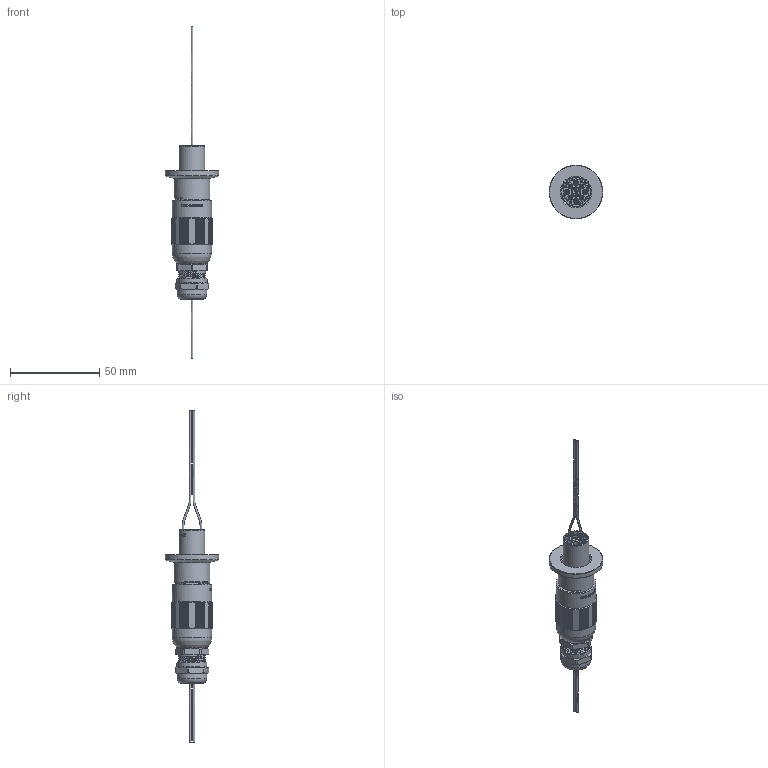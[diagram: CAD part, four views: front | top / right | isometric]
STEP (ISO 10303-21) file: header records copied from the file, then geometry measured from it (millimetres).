
FILE_DESCRIPTION (( 'STEP AP214' ), '1' );
FILE_NAME ('外发模型(带护线筒)-Z-S-KF16-0810-L70-L80.STEP', '2024-08-20T02:26:34', ( '' ), ( '' ), 'SwSTEP 2.0', 'SolidWorks 2020', '' );
FILE_SCHEMA (( 'AUTOMOTIVE_DESIGN' ));
Length unit declared in the file: millimetre
Products named in the file (19): 誘盄芠俋褲-CPC-M20D08; M3-16-4 - 坋趼芛; 渲染-电线胶皮-0.3-0810; 俋楷耀倰-Z-XF-8P10-TE-AIR-PPS; XF-8P10-TE-AIR-PPS; 渲染模型-Z-TE-170362-0810; 俋楷耀倰-Z-XF-8P10-TE-VAC-PPS; 外发模型(带护线筒)-Z-S-KF16-0810-L70-L80; NDL-D10L180; 葷ﾈｾﾄ｣ﾐﾍ-ｻ､ﾏﾟﾍｲﾂﾝﾃｱ-LT8-PG9; 渲染-TE-170362; 渲染模型-内芯收紧爪 4-8; 俋楷耀倰-S-KF16-0810-L70-L80; 誘盄芠-CPC-M20D08; 俋楷耀倰-FL-S-KF16-0810-L70-L80; 渲染-电线内芯-0.3-0810; XF-8P10-TE-VAC-PPS; 渲染-电线-0.3-0810; 葷ﾈｾﾄ｣ﾐﾍ-ﾄﾚﾐｾﾃﾜｷ篶ﾗ 4-8
Assembly tree (29 placements, depth 5):
  外发模型(带护线筒)-Z-S-KF16-0810-L70-L80
    俋楷耀倰-S-KF16-0810-L70-L80
      俋楷耀倰-FL-S-KF16-0810-L70-L80
      NDL-D10L180  x8
    俋楷耀倰-Z-XF-8P10-TE-VAC-PPS
      XF-8P10-TE-VAC-PPS
      M3-16-4 - 坋趼芛
      渲染模型-Z-TE-170362-0810  x2
        渲染-TE-170362
        渲染-电线-0.3-0810
          渲染-电线内芯-0.3-0810
          渲染-电线胶皮-0.3-0810
    俋楷耀倰-Z-XF-8P10-TE-AIR-PPS
      XF-8P10-TE-AIR-PPS
      M3-16-4 - 坋趼芛
      渲染模型-Z-TE-170362-0810  x2
        渲染-TE-170362
        渲染-电线-0.3-0810
          渲染-电线内芯-0.3-0810
          渲染-电线胶皮-0.3-0810
    誘盄芠-CPC-M20D08
      誘盄芠俋褲-CPC-M20D08
      葷ﾈｾﾄ｣ﾐﾍ-ｻ､ﾏﾟﾍｲﾂﾝﾃｱ-LT8-PG9
      葷ﾈｾﾄ｣ﾐﾍ-ﾄﾚﾐｾﾃﾜｷ篶ﾗ 4-8
      渲染模型-内芯收紧爪 4-8
Bounding box: 30 x 30 x 185.55 mm (x, y, z)
Volume: 17466.3 mm3; surface area: 24623.3 mm2
Topology: 29 solids, 29 shells, 1290 faces, 3652 edges, 2570 vertices
Faces by surface type: plane 706, cylinder 309, bspline 203, cone 45, torus 27
Full cylindrical faces by diameter (mm): 0.65 x4, 0.96 x4, 1 x16, 1.4 x4, 1.8 x22, 2.5 x27, 3.2 x16, 3.5 x2, 4.5 x2, 5.5 x2, 8.2 x2, 8.5 x1, 10 x1, 10.5 x1, 11.6 x1, 12 x1, 12.4 x1, 13.3 x1, 14.5 x2, 15.2 x5, 16 x2, 16.64 x1, 16.8 x2, 17.2 x1, 18.5 x1, 20 x4, 20.5 x1, 22 x2, 30 x1
Entity records: 48932 total; most frequent: CARTESIAN_POINT 26269, ORIENTED_EDGE 5160, DIRECTION 3426, EDGE_CURVE 2580, VERTEX_POINT 1991, AXIS2_PLACEMENT_3D 1264, B_SPLINE_CURVE_WITH_KNOTS 1202, EDGE_LOOP 1193
